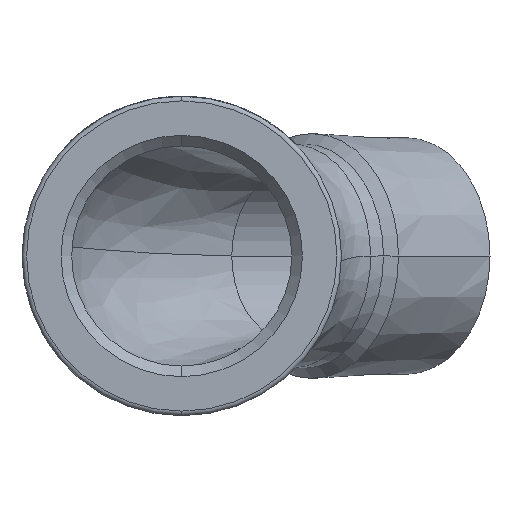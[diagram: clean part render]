
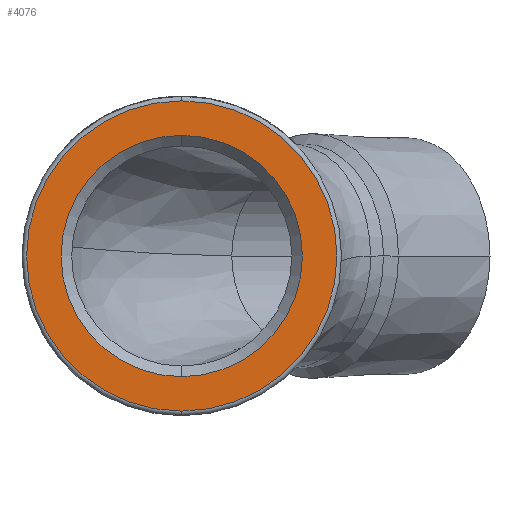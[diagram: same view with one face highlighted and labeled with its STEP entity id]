
A CAD part, front view. The second image highlights one B-rep face of the part: STEP entity #4076.
In plain terms, the highlighted planar face has unit normal (0, -1, 0).
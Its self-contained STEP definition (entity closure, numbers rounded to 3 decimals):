
#1467 = CIRCLE ( 'NONE', #14693, 17. ) ;
#2006 = DIRECTION ( 'NONE',  ( 0., -1., 0. ) ) ;
#2160 = CARTESIAN_POINT ( 'NONE',  ( 0., -25., -17. ) ) ;
#2992 = ORIENTED_EDGE ( 'NONE', *, *, #11940, .T. ) ;
#4076 = ADVANCED_FACE ( 'NONE', ( #14248, #4420 ), #12089, .T. ) ;
#4121 = VERTEX_POINT ( 'NONE', #13523 ) ;
#4420 = FACE_BOUND ( 'NONE', #13007, .T. ) ;
#4856 = DIRECTION ( 'NONE',  ( 0., -1., 0. ) ) ;
#5015 = VERTEX_POINT ( 'NONE', #2160 ) ;
#5482 = CARTESIAN_POINT ( 'NONE',  ( 0., -25., 17. ) ) ;
#5689 = AXIS2_PLACEMENT_3D ( 'NONE', #6505, #7993, #13075 ) ;
#6197 = AXIS2_PLACEMENT_3D ( 'NONE', #8655, #15289, #9932 ) ;
#6505 = CARTESIAN_POINT ( 'NONE',  ( 0., -25., 0. ) ) ;
#6981 = ORIENTED_EDGE ( 'NONE', *, *, #10645, .F. ) ;
#7371 = CARTESIAN_POINT ( 'NONE',  ( 0., -25., 0. ) ) ;
#7412 = AXIS2_PLACEMENT_3D ( 'NONE', #7371, #2006, #12700 ) ;
#7735 = EDGE_CURVE ( 'NONE', #4121, #12604, #12462, .T. ) ;
#7884 = CARTESIAN_POINT ( 'NONE',  ( 13.22, -25., 0. ) ) ;
#7993 = DIRECTION ( 'NONE',  ( 0., -1., 0. ) ) ;
#8655 = CARTESIAN_POINT ( 'NONE',  ( 0., -25., 0. ) ) ;
#9223 = DIRECTION ( 'NONE',  ( 0., -1., 0. ) ) ;
#9406 = DIRECTION ( 'NONE',  ( 0., 0., -1. ) ) ;
#9710 = EDGE_LOOP ( 'NONE', ( #10478, #2992 ) ) ;
#9932 = DIRECTION ( 'NONE',  ( 0., 0., -1. ) ) ;
#10247 = CARTESIAN_POINT ( 'NONE',  ( 0., -25., 0. ) ) ;
#10478 = ORIENTED_EDGE ( 'NONE', *, *, #13985, .T. ) ;
#10582 = VERTEX_POINT ( 'NONE', #5482 ) ;
#10645 = EDGE_CURVE ( 'NONE', #12604, #4121, #12666, .T. ) ;
#11940 = EDGE_CURVE ( 'NONE', #10582, #5015, #1467, .T. ) ;
#12089 = PLANE ( 'NONE',  #17186 ) ;
#12462 = CIRCLE ( 'NONE', #7412, 13.22 ) ;
#12604 = VERTEX_POINT ( 'NONE', #14716 ) ;
#12666 = CIRCLE ( 'NONE', #6197, 13.22 ) ;
#12700 = DIRECTION ( 'NONE',  ( 0., 0., -1. ) ) ;
#12777 = CIRCLE ( 'NONE', #5689, 17. ) ;
#13007 = EDGE_LOOP ( 'NONE', ( #6981, #13249 ) ) ;
#13075 = DIRECTION ( 'NONE',  ( 0., 0., -1. ) ) ;
#13249 = ORIENTED_EDGE ( 'NONE', *, *, #7735, .F. ) ;
#13523 = CARTESIAN_POINT ( 'NONE',  ( 0., -25., 13.22 ) ) ;
#13985 = EDGE_CURVE ( 'NONE', #5015, #10582, #12777, .T. ) ;
#14248 = FACE_OUTER_BOUND ( 'NONE', #9710, .T. ) ;
#14693 = AXIS2_PLACEMENT_3D ( 'NONE', #10247, #4856, #17068 ) ;
#14716 = CARTESIAN_POINT ( 'NONE',  ( 0., -25., -13.22 ) ) ;
#15289 = DIRECTION ( 'NONE',  ( 0., -1., 0. ) ) ;
#17068 = DIRECTION ( 'NONE',  ( 0., 0., -1. ) ) ;
#17186 = AXIS2_PLACEMENT_3D ( 'NONE', #7884, #9223, #9406 ) ;
